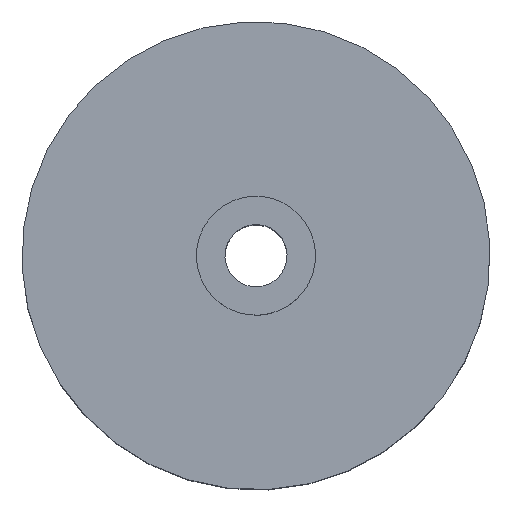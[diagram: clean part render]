
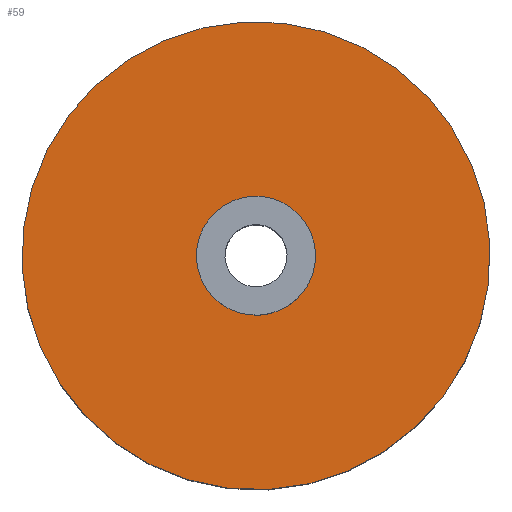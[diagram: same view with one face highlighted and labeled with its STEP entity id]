
A CAD part, top view. The second image highlights one B-rep face of the part: STEP entity #59.
In plain terms, the highlighted planar face has unit normal (0, 0, 1).
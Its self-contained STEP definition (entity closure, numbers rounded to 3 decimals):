
#59=ADVANCED_FACE('',(#115,#116),#117,.T.);
#115=FACE_OUTER_BOUND('',#163,.T.);
#116=FACE_BOUND('',#164,.T.);
#117=PLANE('',#165);
#163=EDGE_LOOP('',(#267,#268,#269));
#164=EDGE_LOOP('',(#270,#271,#272));
#165=AXIS2_PLACEMENT_3D('',#273,#274,#275);
#267=ORIENTED_EDGE('',*,*,#317,.F.);
#268=ORIENTED_EDGE('',*,*,#316,.F.);
#269=ORIENTED_EDGE('',*,*,#279,.F.);
#270=ORIENTED_EDGE('',*,*,#297,.T.);
#271=ORIENTED_EDGE('',*,*,#300,.T.);
#272=ORIENTED_EDGE('',*,*,#298,.T.);
#273=CARTESIAN_POINT('',(0.017,0.003,10.0));
#274=DIRECTION('',(0.0,0.0,1.0));
#275=DIRECTION('',(0.0,-1.0,0.0));
#279=EDGE_CURVE('',#321,#324,#325,.T.);
#297=EDGE_CURVE('',#357,#355,#358,.T.);
#298=EDGE_CURVE('',#349,#357,#359,.T.);
#300=EDGE_CURVE('',#355,#349,#361,.T.);
#316=EDGE_CURVE('',#324,#380,#381,.T.);
#317=EDGE_CURVE('',#380,#321,#382,.T.);
#321=VERTEX_POINT('',#386);
#324=VERTEX_POINT('',#390);
#325=CIRCLE('',#391,15.819);
#349=VERTEX_POINT('',#420);
#355=VERTEX_POINT('',#427);
#357=VERTEX_POINT('',#430);
#358=CIRCLE('',#431,4.023);
#359=CIRCLE('',#432,4.023);
#361=CIRCLE('',#434,4.023);
#380=VERTEX_POINT('',#453);
#381=CIRCLE('',#454,15.819);
#382=CIRCLE('',#455,15.819);
#386=CARTESIAN_POINT('',(-13.256,-8.632,10.0));
#390=CARTESIAN_POINT('',(13.256,8.632,10.0));
#391=AXIS2_PLACEMENT_3D('',#459,#460,#461);
#420=CARTESIAN_POINT('',(3.371,2.195,10.0));
#427=CARTESIAN_POINT('',(-3.371,-2.195,10.0));
#430=CARTESIAN_POINT('',(2.195,-3.371,10.0));
#431=AXIS2_PLACEMENT_3D('',#490,#491,#492);
#432=AXIS2_PLACEMENT_3D('',#493,#494,#495);
#434=AXIS2_PLACEMENT_3D('',#496,#497,#498);
#453=CARTESIAN_POINT('',(8.632,-13.256,10.0));
#454=AXIS2_PLACEMENT_3D('',#526,#527,#528);
#455=AXIS2_PLACEMENT_3D('',#529,#530,#531);
#459=CARTESIAN_POINT('',(0.,0.,10.0));
#460=DIRECTION('',(0.0,0.0,-1.0));
#461=DIRECTION('',(-0.546,0.838,0.0));
#490=CARTESIAN_POINT('',(0.,0.,10.0));
#491=DIRECTION('',(0.0,0.0,-1.0));
#492=DIRECTION('',(0.546,-0.838,0.0));
#493=CARTESIAN_POINT('',(0.,0.,10.0));
#494=DIRECTION('',(0.0,0.0,-1.0));
#495=DIRECTION('',(0.546,-0.838,0.0));
#496=CARTESIAN_POINT('',(0.,0.,10.0));
#497=DIRECTION('',(0.0,0.0,-1.0));
#498=DIRECTION('',(0.546,-0.838,0.0));
#526=CARTESIAN_POINT('',(0.,0.,10.0));
#527=DIRECTION('',(0.0,0.0,-1.0));
#528=DIRECTION('',(-0.546,0.838,0.0));
#529=CARTESIAN_POINT('',(0.,0.,10.0));
#530=DIRECTION('',(0.0,0.0,-1.0));
#531=DIRECTION('',(-0.546,0.838,0.0));
